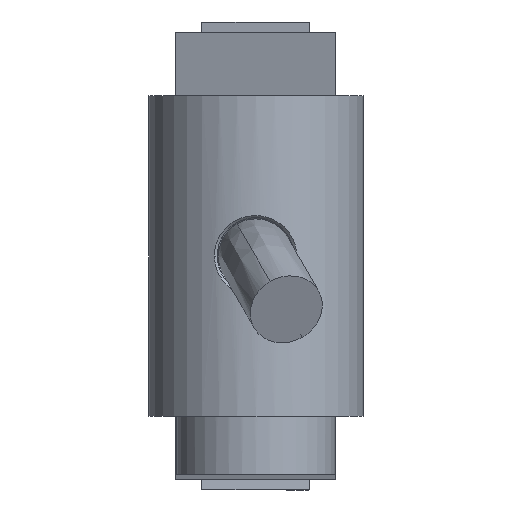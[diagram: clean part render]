
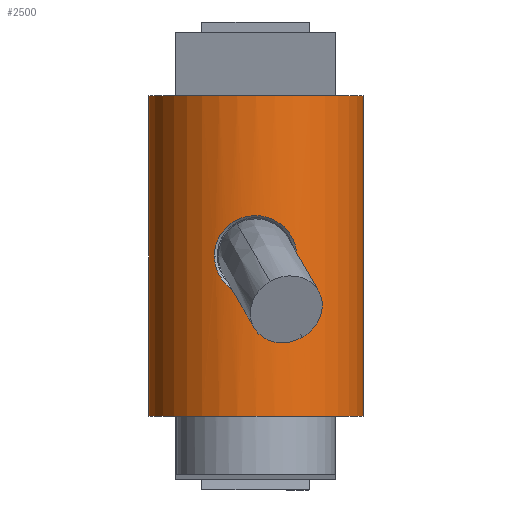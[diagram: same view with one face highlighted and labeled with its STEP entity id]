
A CAD part, left-side view. The second image highlights one B-rep face of the part: STEP entity #2500.
In plain terms, the highlighted cylindrical face has radius 7 mm (diameter 14 mm), a partial arc.
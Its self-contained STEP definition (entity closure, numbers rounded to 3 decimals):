
#76 = CARTESIAN_POINT ( 'NONE',  ( -107.069, 9.151, 2.501 ) ) ;
#377 = LINE ( 'NONE', #5890, #11656 ) ;
#834 = VERTEX_POINT ( 'NONE', #4480 ) ;
#1208 = CARTESIAN_POINT ( 'NONE',  ( -106.907, 6.524, -1.998 ) ) ;
#1234 = FACE_BOUND ( 'NONE', #2689, .T. ) ;
#1315 = CARTESIAN_POINT ( 'NONE',  ( -106.994, 9.639, -2.303 ) ) ;
#1389 = CARTESIAN_POINT ( 'NONE',  ( -100.124, 8.258, 10.448 ) ) ;
#1519 = CARTESIAN_POINT ( 'NONE',  ( -107.123, 8.469, -2.635 ) ) ;
#1625 = CARTESIAN_POINT ( 'NONE',  ( -107.115, 8.643, -2.617 ) ) ;
#2288 = CARTESIAN_POINT ( 'NONE',  ( -106.994, 9.638, 2.304 ) ) ;
#2388 = CARTESIAN_POINT ( 'NONE',  ( -106.94, 6.644, 2.11 ) ) ;
#2500 = ADVANCED_FACE ( 'NONE', ( #1234, #21136 ), #17015, .T. ) ;
#2689 = EDGE_LOOP ( 'NONE', ( #17901, #5017 ) ) ;
#2751 = CARTESIAN_POINT ( 'NONE',  ( -100.124, 1.258, 0. ) ) ;
#2823 = EDGE_CURVE ( 'NONE', #16453, #18008, #5737, .T. ) ;
#2824 = EDGE_CURVE ( 'NONE', #20813, #16453, #29766, .T. ) ;
#3736 = CARTESIAN_POINT ( 'NONE',  ( -106.612, 10.885, -0.695 ) ) ;
#3937 = CARTESIAN_POINT ( 'NONE',  ( -106.634, 5.681, -0.706 ) ) ;
#4045 = CARTESIAN_POINT ( 'NONE',  ( -107.002, 6.95, -2.292 ) ) ;
#4213 = CARTESIAN_POINT ( 'NONE',  ( -100.124, 1.258, 10.448 ) ) ;
#4480 = CARTESIAN_POINT ( 'NONE',  ( -100.124, 15.258, 10.448 ) ) ;
#4901 = CARTESIAN_POINT ( 'NONE',  ( -106.784, 10.414, 1.621 ) ) ;
#5017 = ORIENTED_EDGE ( 'NONE', *, *, #15437, .T. ) ;
#5737 = LINE ( 'NONE', #2751, #24133 ) ;
#5746 = ORIENTED_EDGE ( 'NONE', *, *, #17905, .F. ) ;
#5788 = ORIENTED_EDGE ( 'NONE', *, *, #2823, .T. ) ;
#5890 = CARTESIAN_POINT ( 'NONE',  ( -100.124, 15.258, 0. ) ) ;
#6027 = DIRECTION ( 'NONE',  ( 0., 0., 1. ) ) ;
#6121 = CARTESIAN_POINT ( 'NONE',  ( -106.583, 10.956, -0.352 ) ) ;
#6327 = CARTESIAN_POINT ( 'NONE',  ( -106.925, 9.935, -2.109 ) ) ;
#7103 = CARTESIAN_POINT ( 'NONE',  ( -106.575, 10.975, 0. ) ) ;
#7270 = AXIS2_PLACEMENT_3D ( 'NONE', #17570, #6027, #27271 ) ;
#7323 = CARTESIAN_POINT ( 'NONE',  ( -106.607, 5.619, 0.351 ) ) ;
#7479 = DIRECTION ( 'NONE',  ( 0., 0., 1. ) ) ;
#7700 = CARTESIAN_POINT ( 'NONE',  ( -106.6, 5.6, -0.001 ) ) ;
#8776 = CARTESIAN_POINT ( 'NONE',  ( -106.575, 10.975, 0. ) ) ;
#8879 = CARTESIAN_POINT ( 'NONE',  ( -106.634, 10.831, -0.864 ) ) ;
#9542 = CARTESIAN_POINT ( 'NONE',  ( -107.125, 8.112, 2.634 ) ) ;
#9645 = CARTESIAN_POINT ( 'NONE',  ( -106.708, 5.881, 1.182 ) ) ;
#9776 = ORIENTED_EDGE ( 'NONE', *, *, #20592, .T. ) ;
#10881 = CARTESIAN_POINT ( 'NONE',  ( -107.095, 7.597, -2.553 ) ) ;
#10986 = CARTESIAN_POINT ( 'NONE',  ( -107.088, 8.987, -2.55 ) ) ;
#11656 = VECTOR ( 'NONE', #15653, 1000. ) ;
#11719 = CIRCLE ( 'NONE', #15936, 7. ) ;
#12038 = CARTESIAN_POINT ( 'NONE',  ( -106.657, 5.744, 0.863 ) ) ;
#12141 = CARTESIAN_POINT ( 'NONE',  ( -107.119, 7.938, 2.617 ) ) ;
#12193 = DIRECTION ( 'NONE',  ( 0., 0., 1. ) ) ;
#14231 = CARTESIAN_POINT ( 'NONE',  ( -106.926, 9.93, 2.114 ) ) ;
#14329 = CARTESIAN_POINT ( 'NONE',  ( -107.076, 7.423, 2.5 ) ) ;
#14639 = CARTESIAN_POINT ( 'NONE',  ( -100.124, 15.258, -10.448 ) ) ;
#14640 = CARTESIAN_POINT ( 'NONE',  ( -106.608, 10.9, 0.705 ) ) ;
#15437 = EDGE_CURVE ( 'NONE', #18635, #23372, #24480, .T. ) ;
#15590 = CARTESIAN_POINT ( 'NONE',  ( -106.839, 6.277, -1.755 ) ) ;
#15653 = DIRECTION ( 'NONE',  ( 0., 0., 1. ) ) ;
#15897 = CARTESIAN_POINT ( 'NONE',  ( -106.941, 6.661, -2.106 ) ) ;
#15936 = AXIS2_PLACEMENT_3D ( 'NONE', #1389, #23083, #25361 ) ;
#16003 = CARTESIAN_POINT ( 'NONE',  ( -106.711, 5.888, -1.183 ) ) ;
#16453 = VERTEX_POINT ( 'NONE', #22859 ) ;
#16746 = CARTESIAN_POINT ( 'NONE',  ( -107.094, 7.593, 2.55 ) ) ;
#17015 = CYLINDRICAL_SURFACE ( 'NONE', #7270, 7. ) ;
#17324 = EDGE_CURVE ( 'NONE', #23372, #18635, #23112, .T. ) ;
#17570 = CARTESIAN_POINT ( 'NONE',  ( -100.124, 8.258, 0. ) ) ;
#17901 = ORIENTED_EDGE ( 'NONE', *, *, #17324, .T. ) ;
#17905 = EDGE_CURVE ( 'NONE', #20813, #834, #377, .T. ) ;
#18008 = VERTEX_POINT ( 'NONE', #4213 ) ;
#18092 = CARTESIAN_POINT ( 'NONE',  ( -106.686, 10.695, -1.183 ) ) ;
#18308 = CARTESIAN_POINT ( 'NONE',  ( -106.6, 5.6, -0.356 ) ) ;
#18408 = CARTESIAN_POINT ( 'NONE',  ( -106.819, 10.303, -1.751 ) ) ;
#18635 = VERTEX_POINT ( 'NONE', #26749 ) ;
#19064 = CARTESIAN_POINT ( 'NONE',  ( -107.088, 8.984, 2.55 ) ) ;
#19158 = CARTESIAN_POINT ( 'NONE',  ( -106.838, 6.274, 1.751 ) ) ;
#20498 = CARTESIAN_POINT ( 'NONE',  ( -106.805, 6.167, -1.623 ) ) ;
#20592 = EDGE_CURVE ( 'NONE', #18008, #834, #11719, .T. ) ;
#20701 = CARTESIAN_POINT ( 'NONE',  ( -107.119, 7.94, -2.619 ) ) ;
#20813 = VERTEX_POINT ( 'NONE', #14639 ) ;
#21136 = FACE_OUTER_BOUND ( 'NONE', #25824, .T. ) ;
#21589 = CARTESIAN_POINT ( 'NONE',  ( -106.738, 5.964, 1.333 ) ) ;
#21694 = CARTESIAN_POINT ( 'NONE',  ( -106.803, 6.16, 1.617 ) ) ;
#21845 = CARTESIAN_POINT ( 'NONE',  ( -100.124, 8.258, -10.448 ) ) ;
#22807 = CARTESIAN_POINT ( 'NONE',  ( -106.575, 10.975, -0.178 ) ) ;
#22859 = CARTESIAN_POINT ( 'NONE',  ( -100.124, 1.258, -10.448 ) ) ;
#23083 = DIRECTION ( 'NONE',  ( 0., 0., -1. ) ) ;
#23101 = CARTESIAN_POINT ( 'NONE',  ( -106.717, 10.612, -1.333 ) ) ;
#23112 = B_SPLINE_CURVE_WITH_KNOTS ( 'NONE', 3,
 ( #29919, #18308, #3937, #16003, #25387, #20498, #15590, #1208, #15897, #4045, #25185, #30011, #10881, #20701, #27779, #1519, #1625, #10986, #30213, #1315, #6327, #18408, #27683, #23101, #18092, #8879, #3736, #6121, #22807, #8776 ),
 .UNSPECIFIED., .F., .F.,
 ( 4, 2, 2, 2, 2, 2, 2, 2, 2, 2, 2, 2, 2, 2, 4 ),
 ( 0.008, 0.01, 0.01, 0.011, 0.011, 0.012, 0.012, 0.013, 0.013, 0.014, 0.015, 0.015, 0.016, 0.016, 0.017 ),
 .UNSPECIFIED. ) ;
#23372 = VERTEX_POINT ( 'NONE', #7700 ) ;
#23764 = CARTESIAN_POINT ( 'NONE',  ( -106.82, 10.303, 1.752 ) ) ;
#23864 = CARTESIAN_POINT ( 'NONE',  ( -107.123, 8.464, 2.633 ) ) ;
#24133 = VECTOR ( 'NONE', #12193, 1000. ) ;
#24224 = DIRECTION ( 'NONE',  ( 1., 0., 0. ) ) ;
#24480 = B_SPLINE_CURVE_WITH_KNOTS ( 'NONE', 3,
 ( #7103, #26249, #14640, #26350, #28853, #4901, #23764, #14231, #2288, #76, #19064, #26451, #23864, #9542, #12141, #16746, #14329, #31091, #2388, #19158, #21694, #21589, #9645, #12038, #28747, #7323, #27070, #29390 ),
 .UNSPECIFIED., .F., .F.,
 ( 4, 2, 2, 2, 2, 2, 2, 2, 2, 2, 2, 2, 2, 4 ),
 ( 0., 0.001, 0.002, 0.002, 0.003, 0.004, 0.004, 0.005, 0.005, 0.006, 0.007, 0.007, 0.008, 0.008 ),
 .UNSPECIFIED. ) ;
#25185 = CARTESIAN_POINT ( 'NONE',  ( -107.03, 7.104, -2.372 ) ) ;
#25361 = DIRECTION ( 'NONE',  ( 1., 0., 0. ) ) ;
#25387 = CARTESIAN_POINT ( 'NONE',  ( -106.741, 5.973, -1.338 ) ) ;
#25824 = EDGE_LOOP ( 'NONE', ( #28467, #5788, #9776, #5746 ) ) ;
#26249 = CARTESIAN_POINT ( 'NONE',  ( -106.575, 10.975, 0.355 ) ) ;
#26350 = CARTESIAN_POINT ( 'NONE',  ( -106.686, 10.695, 1.184 ) ) ;
#26451 = CARTESIAN_POINT ( 'NONE',  ( -107.115, 8.641, 2.616 ) ) ;
#26749 = CARTESIAN_POINT ( 'NONE',  ( -106.575, 10.975, 0. ) ) ;
#27070 = CARTESIAN_POINT ( 'NONE',  ( -106.599, 5.599, 0.177 ) ) ;
#27271 = DIRECTION ( 'NONE',  ( 1., 0., 0. ) ) ;
#27683 = CARTESIAN_POINT ( 'NONE',  ( -106.783, 10.416, -1.618 ) ) ;
#27779 = CARTESIAN_POINT ( 'NONE',  ( -107.125, 8.117, -2.636 ) ) ;
#28467 = ORIENTED_EDGE ( 'NONE', *, *, #2824, .T. ) ;
#28747 = CARTESIAN_POINT ( 'NONE',  ( -106.636, 5.691, 0.693 ) ) ;
#28853 = CARTESIAN_POINT ( 'NONE',  ( -106.718, 10.61, 1.338 ) ) ;
#29390 = CARTESIAN_POINT ( 'NONE',  ( -106.6, 5.6, -0.001 ) ) ;
#29766 = CIRCLE ( 'NONE', #30774, 7. ) ;
#29919 = CARTESIAN_POINT ( 'NONE',  ( -106.6, 5.6, -0.001 ) ) ;
#30011 = CARTESIAN_POINT ( 'NONE',  ( -107.077, 7.43, -2.503 ) ) ;
#30213 = CARTESIAN_POINT ( 'NONE',  ( -107.068, 9.157, -2.499 ) ) ;
#30774 = AXIS2_PLACEMENT_3D ( 'NONE', #21845, #7479, #24224 ) ;
#31091 = CARTESIAN_POINT ( 'NONE',  ( -107.006, 6.94, 2.304 ) ) ;
